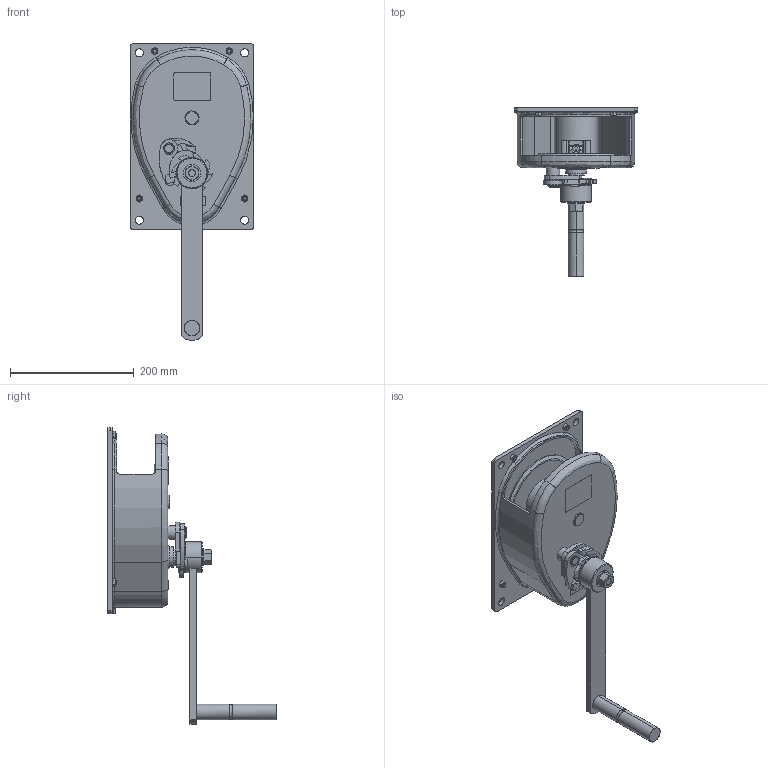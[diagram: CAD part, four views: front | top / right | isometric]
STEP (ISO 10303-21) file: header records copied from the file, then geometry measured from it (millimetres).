
FILE_DESCRIPTION(('STEP AP214'),'1');
FILE_NAME('PMH Vinsch ST300-ST500.stp','2013-06-28T09:46:50',(' '),(' '),'Spatial InterOp 3D',' ',' ');
FILE_SCHEMA(('automotive_design'));
Length unit declared in the file: millimetre
Products named in the file (94): PMH Vinsch ST300-ST500; 1; 2
Assembly tree (93 placements, depth 2):
  PMH Vinsch ST300-ST500
    1
    2
    2
    2
    2
    2
    2
    2
    2
    2
    2
    2
    2
    2
    2
    2
    2
    2
    2
    2
    2
    2
    2
    2
    2
    2
    2
    2
    2
    2
    2
    2
    2
    2
    2
    2
    2
    2
    2
    2
    2
    2
    2
    2
    2
    2
    2
    2
    2
    2
    2
    2
    2
    2
    2
    2
    2
    2
    2
Bounding box: 200 x 271.53 x 478.93 mm (x, y, z)
Volume: 995146.8 mm3; surface area: 479965 mm2
Topology: 1 solids, 93 shells, 718 faces, 2093 edges, 1507 vertices
Faces by surface type: cylinder 335, plane 197, cone 141, torus 23, bspline 18, extrusion 4
Full cylindrical faces by diameter (mm): 1.7 x2, 6 x5, 12 x2, 12.5 x1, 13 x5, 14 x2, 19 x2, 20 x1, 22 x4, 22.6 x1, 25 x1, 27.3 x1, 28 x1, 33 x1, 35 x1, 36 x3
Entity records: 43688 total; most frequent: CARTESIAN_POINT 18051, DIRECTION 3620, ORIENTED_EDGE 3588, EDGE_CURVE 2021, AXIS2_PLACEMENT_3D 1537, VERTEX_POINT 1495, EDGE_LOOP 842, CIRCLE 740
